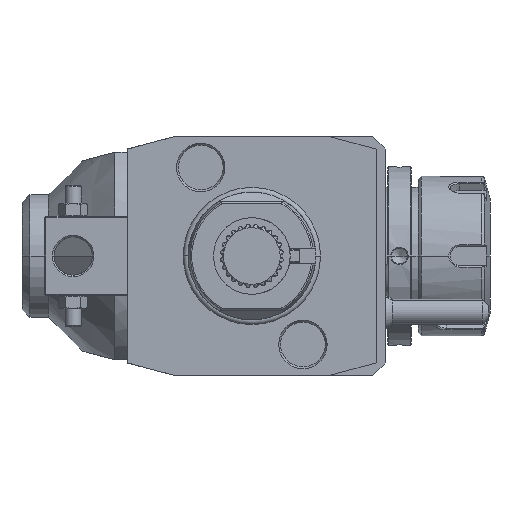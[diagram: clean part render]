
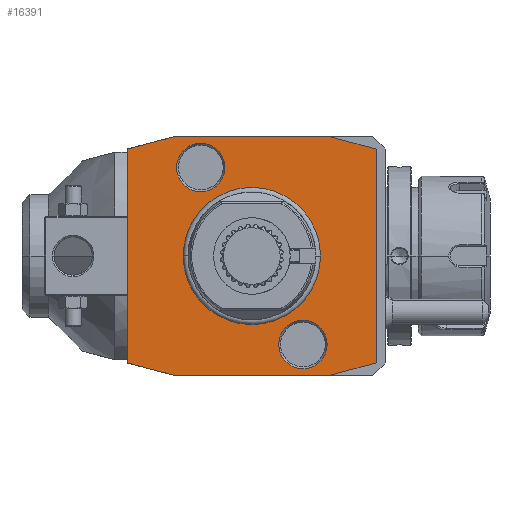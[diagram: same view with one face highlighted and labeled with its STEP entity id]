
A CAD part, front view. The second image highlights one B-rep face of the part: STEP entity #16391.
In plain terms, the highlighted planar face has unit normal (0, -1, 0).
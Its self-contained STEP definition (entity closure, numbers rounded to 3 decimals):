
#1=DIRECTION('',(0.966,0.,-0.259));
#2=VECTOR('',#1,15.529);
#3=CARTESIAN_POINT('',(-39.,0.,-33.481));
#4=LINE('',#3,#2);
#5=DIRECTION('',(0.,0.,-1.));
#6=VECTOR('',#5,66.962);
#7=CARTESIAN_POINT('',(-39.,0.,33.481));
#8=LINE('',#7,#6);
#9=DIRECTION('',(-0.966,0.,-0.259));
#10=VECTOR('',#9,15.529);
#11=CARTESIAN_POINT('',(-24.,0.,37.5));
#12=LINE('',#11,#10);
#13=DIRECTION('',(-1.,0.,0.));
#14=VECTOR('',#13,48.);
#15=CARTESIAN_POINT('',(24.,0.,37.5));
#16=LINE('',#15,#14);
#17=DIRECTION('',(-0.966,0.,0.259));
#18=VECTOR('',#17,15.529);
#19=CARTESIAN_POINT('',(39.,0.,33.481));
#20=LINE('',#19,#18);
#21=DIRECTION('',(0.,0.,1.));
#22=VECTOR('',#21,66.962);
#23=CARTESIAN_POINT('',(39.,0.,-33.481));
#24=LINE('',#23,#22);
#25=DIRECTION('',(0.966,0.,0.259));
#26=VECTOR('',#25,15.529);
#27=CARTESIAN_POINT('',(24.,0.,-37.5));
#28=LINE('',#27,#26);
#29=DIRECTION('',(1.,0.,0.));
#30=VECTOR('',#29,48.);
#31=CARTESIAN_POINT('',(-24.,0.,-37.5));
#32=LINE('',#31,#30);
#33=CARTESIAN_POINT('',(-16.,0.,27.713));
#34=DIRECTION('',(0.,1.,0.));
#35=DIRECTION('',(-1.,0.,0.));
#36=AXIS2_PLACEMENT_3D('',#33,#34,#35);
#38=CARTESIAN_POINT('',(-16.,0.,27.713));
#39=DIRECTION('',(0.,1.,0.));
#40=DIRECTION('',(1.,0.,0.));
#41=AXIS2_PLACEMENT_3D('',#38,#39,#40);
#43=CARTESIAN_POINT('',(16.,0.,-27.713));
#44=DIRECTION('',(0.,1.,0.));
#45=DIRECTION('',(-1.,0.,0.));
#46=AXIS2_PLACEMENT_3D('',#43,#44,#45);
#48=CARTESIAN_POINT('',(16.,0.,-27.713));
#49=DIRECTION('',(0.,1.,0.));
#50=DIRECTION('',(1.,0.,0.));
#51=AXIS2_PLACEMENT_3D('',#48,#49,#50);
#7145=CARTESIAN_POINT('',(0.,0.,0.));
#7146=DIRECTION('',(0.,1.,0.));
#7147=DIRECTION('',(-1.,0.,0.));
#7148=AXIS2_PLACEMENT_3D('',#7145,#7146,#7147);
#7150=CARTESIAN_POINT('',(0.,0.,0.));
#7151=DIRECTION('',(0.,1.,0.));
#7152=DIRECTION('',(1.,0.,0.));
#7153=AXIS2_PLACEMENT_3D('',#7150,#7151,#7152);
#14829=CARTESIAN_POINT('',(-23.577,0.,
27.713));
#14830=CARTESIAN_POINT('',(-8.423,0.,
27.713));
#14831=VERTEX_POINT('',#14829);
#14832=VERTEX_POINT('',#14830);
#14967=CARTESIAN_POINT('',(8.423,0.,
-27.713));
#14968=CARTESIAN_POINT('',(23.577,0.,
-27.713));
#14969=VERTEX_POINT('',#14967);
#14970=VERTEX_POINT('',#14968);
#15846=CARTESIAN_POINT('',(-39.,0.,-33.481));
#15847=CARTESIAN_POINT('',(-24.,0.,-37.5));
#15848=VERTEX_POINT('',#15846);
#15849=VERTEX_POINT('',#15847);
#15850=CARTESIAN_POINT('',(24.,0.,-37.5));
#15851=VERTEX_POINT('',#15850);
#15852=CARTESIAN_POINT('',(39.,0.,-33.481));
#15853=VERTEX_POINT('',#15852);
#15854=CARTESIAN_POINT('',(39.,0.,33.481));
#15855=VERTEX_POINT('',#15854);
#15856=CARTESIAN_POINT('',(24.,0.,37.5));
#15857=VERTEX_POINT('',#15856);
#15858=CARTESIAN_POINT('',(-24.,0.,37.5));
#15859=VERTEX_POINT('',#15858);
#15860=CARTESIAN_POINT('',(-39.,0.,33.481));
#15861=VERTEX_POINT('',#15860);
#16212=CARTESIAN_POINT('',(-21.137,0.,0.));
#16213=CARTESIAN_POINT('',(21.137,0.,0.));
#16214=VERTEX_POINT('',#16212);
#16215=VERTEX_POINT('',#16213);
#16350=CARTESIAN_POINT('',(0.,0.,0.));
#16351=DIRECTION('',(0.,-1.,0.));
#16352=DIRECTION('',(-1.,0.,0.));
#16353=AXIS2_PLACEMENT_3D('',#16350,#16351,#16352);
#16354=PLANE('',#16353);
#16356=ORIENTED_EDGE('',*,*,#16355,.F.);
#16358=ORIENTED_EDGE('',*,*,#16357,.F.);
#16360=ORIENTED_EDGE('',*,*,#16359,.F.);
#16362=ORIENTED_EDGE('',*,*,#16361,.F.);
#16364=ORIENTED_EDGE('',*,*,#16363,.F.);
#16366=ORIENTED_EDGE('',*,*,#16365,.F.);
#16368=ORIENTED_EDGE('',*,*,#16367,.F.);
#16370=ORIENTED_EDGE('',*,*,#16369,.F.);
#16371=EDGE_LOOP('',(#16356,#16358,#16360,#16362,#16364,#16366,#16368,#16370));
#16372=FACE_OUTER_BOUND('',#16371,.F.);
#16374=ORIENTED_EDGE('',*,*,#16373,.F.);
#16376=ORIENTED_EDGE('',*,*,#16375,.F.);
#16377=EDGE_LOOP('',(#16374,#16376));
#16378=FACE_BOUND('',#16377,.F.);
#16380=ORIENTED_EDGE('',*,*,#16379,.F.);
#16382=ORIENTED_EDGE('',*,*,#16381,.F.);
#16383=EDGE_LOOP('',(#16380,#16382));
#16384=FACE_BOUND('',#16383,.F.);
#16386=ORIENTED_EDGE('',*,*,#16385,.F.);
#16388=ORIENTED_EDGE('',*,*,#16387,.F.);
#16389=EDGE_LOOP('',(#16386,#16388));
#16390=FACE_BOUND('',#16389,.F.);
#37=CIRCLE('',#36,7.577);
#42=CIRCLE('',#41,7.577);
#47=CIRCLE('',#46,7.577);
#52=CIRCLE('',#51,7.577);
#7149=CIRCLE('',#7148,21.137);
#7154=CIRCLE('',#7153,21.137);
#16355=EDGE_CURVE('',#15848,#15849,#4,.T.);
#16357=EDGE_CURVE('',#15861,#15848,#8,.T.);
#16359=EDGE_CURVE('',#15859,#15861,#12,.T.);
#16361=EDGE_CURVE('',#15857,#15859,#16,.T.);
#16363=EDGE_CURVE('',#15855,#15857,#20,.T.);
#16365=EDGE_CURVE('',#15853,#15855,#24,.T.);
#16367=EDGE_CURVE('',#15851,#15853,#28,.T.);
#16369=EDGE_CURVE('',#15849,#15851,#32,.T.);
#16373=EDGE_CURVE('',#16214,#16215,#7149,.T.);
#16375=EDGE_CURVE('',#16215,#16214,#7154,.T.);
#16379=EDGE_CURVE('',#14831,#14832,#37,.T.);
#16381=EDGE_CURVE('',#14832,#14831,#42,.T.);
#16385=EDGE_CURVE('',#14969,#14970,#47,.T.);
#16387=EDGE_CURVE('',#14970,#14969,#52,.T.);
#16391=ADVANCED_FACE('',(#16372,#16378,#16384,#16390),#16354,.T.);
